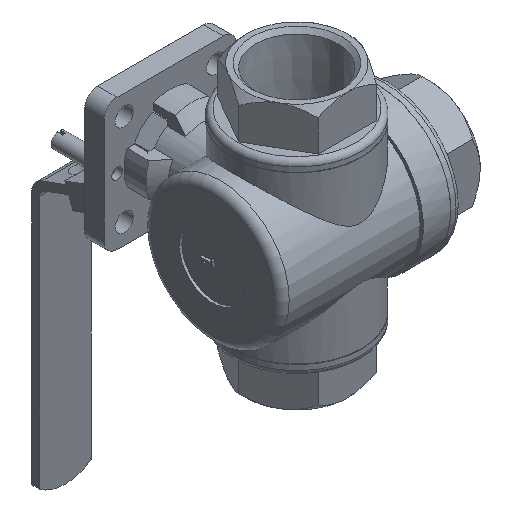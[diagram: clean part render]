
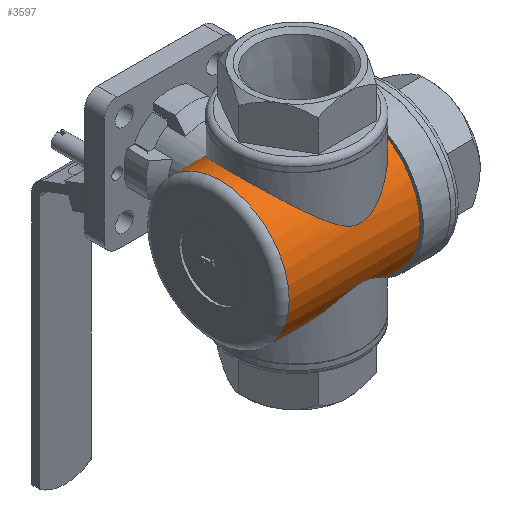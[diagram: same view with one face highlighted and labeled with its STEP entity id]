
A CAD part, isometric view. The second image highlights one B-rep face of the part: STEP entity #3597.
In plain terms, the highlighted cylindrical face has radius 26.75 mm (diameter 53.5 mm), a full revolution.
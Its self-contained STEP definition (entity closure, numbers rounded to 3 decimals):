
#57=B_SPLINE_CURVE_WITH_KNOTS('',3,(#5515,#5516,#5517,#5518,#5519,#5520,
#5521,#5522,#5523,#5524,#5525,#5526,#5527,#5528,#5529,#5530,#5531,#5532,
#5533,#5534,#5535,#5536,#5537,#5538,#5539,#5540,#5541,#5542,#5543),
 .UNSPECIFIED.,.F.,.F.,(4,1,1,1,1,1,1,1,1,1,1,1,1,1,1,1,1,1,1,1,1,1,1,1,
1,1,4),(0.,0.007,0.013,0.017,0.02,
0.023,0.027,0.03,0.034,
0.037,0.04,0.047,0.05,
0.054,0.057,0.06,0.064,
0.067,0.07,0.074,0.077,
0.08,0.087,0.094,0.097,
0.101,0.107),.UNSPECIFIED.);
#59=B_SPLINE_CURVE_WITH_KNOTS('',3,(#5563,#5564,#5565,#5566,#5567,#5568,
#5569,#5570,#5571),.UNSPECIFIED.,.F.,.F.,(4,1,1,1,1,1,4),(0.006,
0.014,0.017,0.021,0.025,
0.028,0.036),.UNSPECIFIED.);
#60=B_SPLINE_CURVE_WITH_KNOTS('',3,(#5573,#5574,#5575,#5576,#5577,#5578,
#5579,#5580,#5581,#5582,#5583,#5584,#5585,#5586,#5587,#5588,#5589,#5590,
#5591,#5592,#5593,#5594,#5595,#5596,#5597,#5598,#5599,#5600,#5601,#5602),
 .UNSPECIFIED.,.F.,.F.,(4,1,1,1,1,1,1,1,1,1,1,1,1,1,1,1,1,1,1,1,1,1,1,1,
1,1,1,4),(0.034,0.038,0.041,0.048,
0.051,0.055,0.061,0.065,
0.068,0.071,0.075,0.081,
0.088,0.091,0.095,0.098,
0.102,0.105,0.108,0.112,
0.115,0.118,0.122,0.125,
0.128,0.132,0.135,0.142),
 .UNSPECIFIED.);
#155=CYLINDRICAL_SURFACE('',#3910,26.75);
#240=CIRCLE('',#3911,26.75);
#241=CIRCLE('',#3912,26.75);
#494=ORIENTED_EDGE('',*,*,#1500,.T.);
#495=ORIENTED_EDGE('',*,*,#1505,.F.);
#496=ORIENTED_EDGE('',*,*,#1506,.T.);
#497=ORIENTED_EDGE('',*,*,#1507,.F.);
#498=ORIENTED_EDGE('',*,*,#1508,.T.);
#1500=EDGE_CURVE('',#1993,#1992,#57,.T.);
#1505=EDGE_CURVE('',#1997,#1992,#59,.T.);
#1506=EDGE_CURVE('',#1997,#1998,#60,.T.);
#1507=EDGE_CURVE('',#1993,#1998,#240,.T.);
#1508=EDGE_CURVE('',#1999,#1999,#241,.T.);
#1992=VERTEX_POINT('',#5514);
#1993=VERTEX_POINT('',#5544);
#1997=VERTEX_POINT('',#5572);
#1998=VERTEX_POINT('',#5603);
#1999=VERTEX_POINT('',#5606);
#2919=EDGE_LOOP('',(#494,#495,#496,#497));
#2920=EDGE_LOOP('',(#498));
#3201=FACE_BOUND('',#2919,.T.);
#3202=FACE_BOUND('',#2920,.T.);
#3597=ADVANCED_FACE('',(#3201,#3202),#155,.T.);
#3910=AXIS2_PLACEMENT_3D('',#5562,#4416,#4417);
#3911=AXIS2_PLACEMENT_3D('',#5604,#4418,#4419);
#3912=AXIS2_PLACEMENT_3D('',#5605,#4420,#4421);
#4416=DIRECTION('',(1.,0.,0.));
#4417=DIRECTION('',(0.,0.,-1.));
#4418=DIRECTION('',(1.,0.,0.));
#4419=DIRECTION('',(0.,0.,-1.));
#4420=DIRECTION('',(1.,0.,0.));
#4421=DIRECTION('',(0.,0.,-1.));
#5514=CARTESIAN_POINT('',(-6.017,24.059,11.693));
#5515=CARTESIAN_POINT('',(20.9,-13.35,23.18));
#5516=CARTESIAN_POINT('',(19.799,-15.074,22.188));
#5517=CARTESIAN_POINT('',(17.314,-18.057,19.974));
#5518=CARTESIAN_POINT('',(13.55,-20.917,16.804));
#5519=CARTESIAN_POINT('',(10.254,-22.639,14.305));
#5520=CARTESIAN_POINT('',(7.589,-23.671,12.511));
#5521=CARTESIAN_POINT('',(4.655,-24.427,10.937));
#5522=CARTESIAN_POINT('',(1.394,-24.839,9.93));
#5523=CARTESIAN_POINT('',(-2.059,-24.792,10.054));
#5524=CARTESIAN_POINT('',(-5.254,-24.302,11.217));
#5525=CARTESIAN_POINT('',(-8.109,-23.497,12.837));
#5526=CARTESIAN_POINT('',(-11.636,-22.041,15.282));
#5527=CARTESIAN_POINT('',(-14.752,-20.09,17.809));
#5528=CARTESIAN_POINT('',(-17.61,-17.542,20.256));
#5529=CARTESIAN_POINT('',(-19.535,-15.371,21.953));
#5530=CARTESIAN_POINT('',(-21.25,-12.909,23.493));
#5531=CARTESIAN_POINT('',(-22.712,-10.126,24.825));
#5532=CARTESIAN_POINT('',(-23.83,-7.125,25.853));
#5533=CARTESIAN_POINT('',(-24.575,-3.85,26.542));
#5534=CARTESIAN_POINT('',(-24.871,-0.53,26.816));
#5535=CARTESIAN_POINT('',(-24.708,2.898,26.664));
#5536=CARTESIAN_POINT('',(-24.097,6.164,26.099));
#5537=CARTESIAN_POINT('',(-22.729,10.328,24.839));
#5538=CARTESIAN_POINT('',(-20.159,14.848,22.498));
#5539=CARTESIAN_POINT('',(-16.861,18.357,19.591));
#5540=CARTESIAN_POINT('',(-13.851,20.635,17.08));
#5541=CARTESIAN_POINT('',(-10.656,22.527,14.57));
#5542=CARTESIAN_POINT('',(-7.98,23.568,12.703));
#5543=CARTESIAN_POINT('',(-6.017,24.059,11.693));
#5544=CARTESIAN_POINT('',(20.9,-13.35,23.18));
#5562=CARTESIAN_POINT('',(35.5,0.,0.));
#5563=CARTESIAN_POINT('',(-6.017,24.059,-11.693));
#5564=CARTESIAN_POINT('',(-8.136,24.589,-10.602));
#5565=CARTESIAN_POINT('',(-10.835,25.654,-8.103));
#5566=CARTESIAN_POINT('',(-12.799,26.575,-3.682));
#5567=CARTESIAN_POINT('',(-13.323,26.837,-0.02));
#5568=CARTESIAN_POINT('',(-12.807,26.579,3.661));
#5569=CARTESIAN_POINT('',(-10.833,25.653,8.112));
#5570=CARTESIAN_POINT('',(-8.135,24.589,10.603));
#5571=CARTESIAN_POINT('',(-6.017,24.059,11.693));
#5572=CARTESIAN_POINT('',(-6.017,24.059,-11.693));
#5573=CARTESIAN_POINT('',(-6.017,24.059,-11.693));
#5574=CARTESIAN_POINT('',(-6.994,23.815,-12.196));
#5575=CARTESIAN_POINT('',(-8.868,23.22,-13.336));
#5576=CARTESIAN_POINT('',(-12.301,21.674,-15.803));
#5577=CARTESIAN_POINT('',(-15.378,19.618,-18.333));
#5578=CARTESIAN_POINT('',(-18.167,16.965,-20.742));
#5579=CARTESIAN_POINT('',(-20.654,13.974,-22.948));
#5580=CARTESIAN_POINT('',(-22.716,10.349,-24.827));
#5581=CARTESIAN_POINT('',(-24.081,6.23,-26.084));
#5582=CARTESIAN_POINT('',(-24.702,2.934,-26.659));
#5583=CARTESIAN_POINT('',(-24.873,-0.424,-26.818));
#5584=CARTESIAN_POINT('',(-24.484,-4.955,-26.457));
#5585=CARTESIAN_POINT('',(-22.889,-10.237,-24.982));
#5586=CARTESIAN_POINT('',(-20.186,-14.638,-22.527));
#5587=CARTESIAN_POINT('',(-17.625,-17.526,-20.269));
#5588=CARTESIAN_POINT('',(-15.487,-19.439,-18.436));
#5589=CARTESIAN_POINT('',(-13.194,-21.06,-16.551));
#5590=CARTESIAN_POINT('',(-10.751,-22.408,-14.667));
#5591=CARTESIAN_POINT('',(-8.101,-23.5,-12.831));
#5592=CARTESIAN_POINT('',(-5.225,-24.308,-11.203));
#5593=CARTESIAN_POINT('',(-2.047,-24.792,-10.052));
#5594=CARTESIAN_POINT('',(1.405,-24.838,-9.932));
#5595=CARTESIAN_POINT('',(4.655,-24.427,-10.937));
#5596=CARTESIAN_POINT('',(7.583,-23.672,-12.507));
#5597=CARTESIAN_POINT('',(10.238,-22.646,-14.293));
#5598=CARTESIAN_POINT('',(12.724,-21.348,-16.177));
#5599=CARTESIAN_POINT('',(15.052,-19.776,-18.072));
#5600=CARTESIAN_POINT('',(17.903,-17.342,-20.499));
#5601=CARTESIAN_POINT('',(19.803,-15.068,-22.191));
#5602=CARTESIAN_POINT('',(20.9,-13.35,-23.18));
#5603=CARTESIAN_POINT('',(20.9,-13.35,-23.18));
#5604=CARTESIAN_POINT('',(20.9,0.,0.));
#5605=CARTESIAN_POINT('',(-29.7,0.,0.));
#5606=CARTESIAN_POINT('',(-29.7,0.,-26.75));
